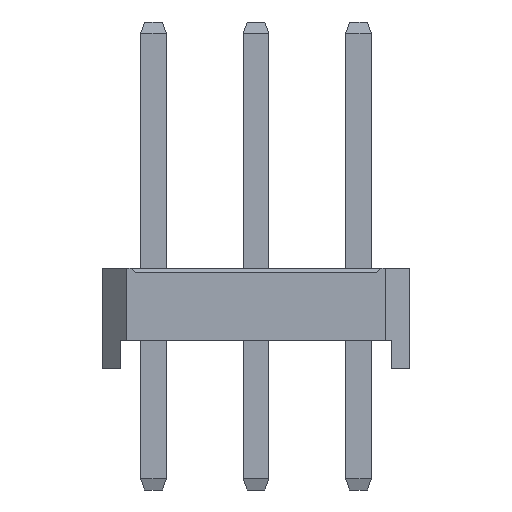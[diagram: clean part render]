
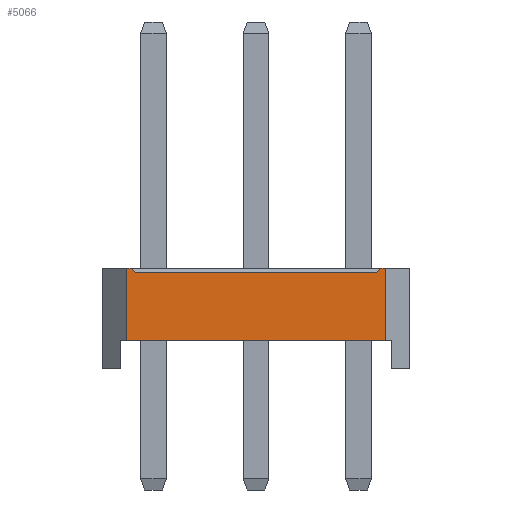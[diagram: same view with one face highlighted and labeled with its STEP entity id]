
A CAD part, left-side view. The second image highlights one B-rep face of the part: STEP entity #5066.
In plain terms, the highlighted planar face has unit normal (-1, 0, 0).
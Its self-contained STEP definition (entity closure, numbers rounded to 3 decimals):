
#5066=ADVANCED_FACE('',(#19253),#19255,.T.);
#19253=FACE_BOUND('',#19254,.T.);
#19254=EDGE_LOOP('',(#30187,#30188,#30189,#30190,#30191,#30192,#30193,#30194));
#19255=PLANE('',#19256);
#19256=AXIS2_PLACEMENT_3D('',#19257,#19258,#19259);
#19257=CARTESIAN_POINT('',(-1.27,5.75,0.));
#19258=DIRECTION('',(-1.,0.,0.));
#19259=DIRECTION('',(0.,-1.,0.));
#30187=ORIENTED_EDGE('',*,*,#36888,.F.);
#30188=ORIENTED_EDGE('',*,*,#36889,.T.);
#30189=ORIENTED_EDGE('',*,*,#36890,.F.);
#30190=ORIENTED_EDGE('',*,*,#35315,.F.);
#30191=ORIENTED_EDGE('',*,*,#36891,.F.);
#30192=ORIENTED_EDGE('',*,*,#34810,.T.);
#30193=ORIENTED_EDGE('',*,*,#36887,.T.);
#30194=ORIENTED_EDGE('',*,*,#35319,.F.);
#34810=EDGE_CURVE('',#38720,#38718,#38721,.T.);
#35315=EDGE_CURVE('',#39728,#39730,#39731,.T.);
#35319=EDGE_CURVE('',#39736,#39738,#39739,.T.);
#36887=EDGE_CURVE('',#38718,#39738,#42317,.T.);
#36888=EDGE_CURVE('',#42318,#39736,#42319,.F.);
#36889=EDGE_CURVE('',#42318,#42320,#42321,.T.);
#36890=EDGE_CURVE('',#39730,#42320,#42322,.F.);
#36891=EDGE_CURVE('',#38720,#39728,#42323,.T.);
#38718=VERTEX_POINT('',#45040);
#38720=VERTEX_POINT('',#45044);
#38721=LINE('',#45045,#45046);
#39728=VERTEX_POINT('',#47060);
#39730=VERTEX_POINT('',#47064);
#39731=LINE('',#47065,#47066);
#39736=VERTEX_POINT('',#47076);
#39738=VERTEX_POINT('',#47080);
#39739=LINE('',#47081,#47082);
#42317=LINE('',#52795,#52796);
#42318=VERTEX_POINT('',#52798);
#42319=LINE('',#52799,#52800);
#42320=VERTEX_POINT('',#52802);
#42321=LINE('',#52803,#52804);
#42322=LINE('',#52806,#52807);
#42323=LINE('',#52809,#52810);
#45040=CARTESIAN_POINT('',(-1.27,-0.67,0.7));
#45044=CARTESIAN_POINT('',(-1.27,5.75,0.7));
#45045=CARTESIAN_POINT('',(-1.27,5.75,0.7));
#45046=VECTOR('',#45047,1.);
#45047=DIRECTION('',(0.,-1.,0.));
#47060=CARTESIAN_POINT('',(-1.27,5.75,2.5));
#47064=CARTESIAN_POINT('',(-1.27,5.63,2.5));
#47065=CARTESIAN_POINT('',(-1.27,5.75,2.5));
#47066=VECTOR('',#47067,1.);
#47067=DIRECTION('',(0.,-1.,0.));
#47076=CARTESIAN_POINT('',(-1.27,-0.55,2.5));
#47080=CARTESIAN_POINT('',(-1.27,-0.67,2.5));
#47081=CARTESIAN_POINT('',(-1.27,-0.55,2.5));
#47082=VECTOR('',#47083,1.);
#47083=DIRECTION('',(0.,-1.,0.));
#52795=CARTESIAN_POINT('',(-1.27,-0.67,0.7));
#52796=VECTOR('',#52797,1.);
#52797=DIRECTION('',(0.,0.,1.));
#52798=CARTESIAN_POINT('',(-1.27,-0.45,2.4));
#52799=CARTESIAN_POINT('',(-1.27,-0.55,2.5));
#52800=VECTOR('',#52801,1.);
#52801=DIRECTION('',(0.,0.707,-0.707));
#52802=CARTESIAN_POINT('',(-1.27,5.53,2.4));
#52803=CARTESIAN_POINT('',(-1.27,-0.45,2.4));
#52804=VECTOR('',#52805,1.);
#52805=DIRECTION('',(0.,1.,0.));
#52806=CARTESIAN_POINT('',(-1.27,5.53,2.4));
#52807=VECTOR('',#52808,1.);
#52808=DIRECTION('',(0.,0.707,0.707));
#52809=CARTESIAN_POINT('',(-1.27,5.75,0.7));
#52810=VECTOR('',#52811,1.);
#52811=DIRECTION('',(0.,0.,1.));
